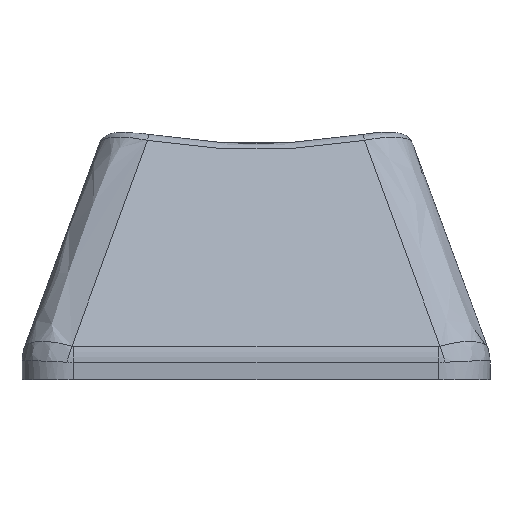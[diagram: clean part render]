
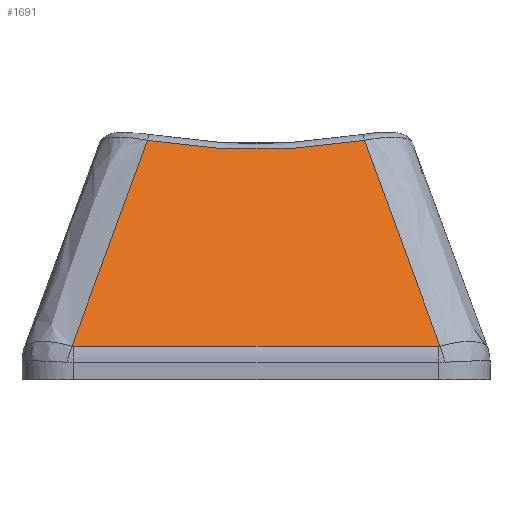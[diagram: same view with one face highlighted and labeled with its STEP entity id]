
A CAD part, front view. The second image highlights one B-rep face of the part: STEP entity #1691.
In plain terms, the highlighted planar face has unit normal (0, -0.909, 0.417).
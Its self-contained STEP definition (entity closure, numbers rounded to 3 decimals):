
#14=PLANE('',#1808);
#155=FACE_OUTER_BOUND('',#241,.T.);
#241=EDGE_LOOP('',(#1327,#1328,#1329,#1330,#1331,#1332));
#319=LINE('',#3164,#388);
#388=VECTOR('',#1967,10.);
#466=ELLIPSE('',#1801,1.2,0.5);
#468=ELLIPSE('',#1806,1.2,0.5);
#551=B_SPLINE_CURVE_WITH_KNOTS('',3,(#3324,#3325,#3326,#3327),
 .UNSPECIFIED.,.F.,.F.,(4,4),(-0.969,-0.042),
 .UNSPECIFIED.);
#553=B_SPLINE_CURVE_WITH_KNOTS('',3,(#3335,#3336,#3337,#3338),
 .UNSPECIFIED.,.F.,.F.,(4,4),(0.042,0.969),
 .UNSPECIFIED.);
#554=B_SPLINE_CURVE_WITH_KNOTS('',3,(#3339,#3340,#3341,#3342),
 .UNSPECIFIED.,.F.,.F.,(4,4),(-0.847,0.),.UNSPECIFIED.);
#726=VERTEX_POINT('',#3120);
#730=VERTEX_POINT('',#3154);
#732=VERTEX_POINT('',#3160);
#734=VERTEX_POINT('',#3181);
#740=VERTEX_POINT('',#3323);
#741=VERTEX_POINT('',#3334);
#947=EDGE_CURVE('',#726,#730,#466,.T.);
#950=EDGE_CURVE('',#730,#732,#319,.T.);
#953=EDGE_CURVE('',#732,#734,#468,.T.);
#964=EDGE_CURVE('',#734,#740,#551,.T.);
#966=EDGE_CURVE('',#741,#726,#553,.T.);
#967=EDGE_CURVE('',#740,#741,#554,.T.);
#1327=ORIENTED_EDGE('',*,*,#953,.F.);
#1328=ORIENTED_EDGE('',*,*,#950,.F.);
#1329=ORIENTED_EDGE('',*,*,#947,.F.);
#1330=ORIENTED_EDGE('',*,*,#966,.F.);
#1331=ORIENTED_EDGE('',*,*,#967,.F.);
#1332=ORIENTED_EDGE('',*,*,#964,.F.);
#1691=ADVANCED_FACE('',(#155),#14,.T.);
#1801=AXIS2_PLACEMENT_3D('',#3158,#1960,#1961);
#1806=AXIS2_PLACEMENT_3D('',#3185,#1972,#1973);
#1808=AXIS2_PLACEMENT_3D('',#3333,#1976,#1977);
#1960=DIRECTION('center_axis',(0.,0.909,-0.417));
#1961=DIRECTION('ref_axis',(0.,-0.417,-0.909));
#1967=DIRECTION('',(-1.,0.,0.));
#1972=DIRECTION('center_axis',(0.,0.909,-0.417));
#1973=DIRECTION('ref_axis',(0.,-0.417,-0.909));
#1976=DIRECTION('center_axis',(0.,-0.909,
0.417));
#1977=DIRECTION('ref_axis',(0.,-0.417,-0.909));
#3120=CARTESIAN_POINT('',(7.144,-8.94,0.306));
#3154=CARTESIAN_POINT('',(7.081,-8.944,0.298));
#3158=CARTESIAN_POINT('Origin',(7.081,-8.444,1.389));
#3160=CARTESIAN_POINT('',(-7.08,-8.944,0.298));
#3164=CARTESIAN_POINT('',(7.525,-8.944,0.298));
#3181=CARTESIAN_POINT('',(-7.144,-8.94,0.306));
#3185=CARTESIAN_POINT('Origin',(-7.08,-8.444,1.389));
#3323=CARTESIAN_POINT('',(-4.213,-5.28,8.295));
#3324=CARTESIAN_POINT('Ctrl Pts',(-7.144,-8.94,0.306));
#3325=CARTESIAN_POINT('Ctrl Pts',(-6.176,-7.719,2.972));
#3326=CARTESIAN_POINT('Ctrl Pts',(-5.202,-6.498,5.635));
#3327=CARTESIAN_POINT('Ctrl Pts',(-4.213,-5.28,8.295));
#3333=CARTESIAN_POINT('Origin',(5.969,-4.966,8.98));
#3334=CARTESIAN_POINT('',(4.213,-5.28,8.295));
#3335=CARTESIAN_POINT('Ctrl Pts',(4.213,-5.28,8.295));
#3336=CARTESIAN_POINT('Ctrl Pts',(5.202,-6.498,5.635));
#3337=CARTESIAN_POINT('Ctrl Pts',(6.176,-7.719,2.972));
#3338=CARTESIAN_POINT('Ctrl Pts',(7.144,-8.94,0.306));
#3339=CARTESIAN_POINT('Ctrl Pts',(-4.213,-5.28,8.295));
#3340=CARTESIAN_POINT('Ctrl Pts',(-1.436,-5.493,7.828));
#3341=CARTESIAN_POINT('Ctrl Pts',(1.436,-5.493,7.828));
#3342=CARTESIAN_POINT('Ctrl Pts',(4.213,-5.28,8.295));
